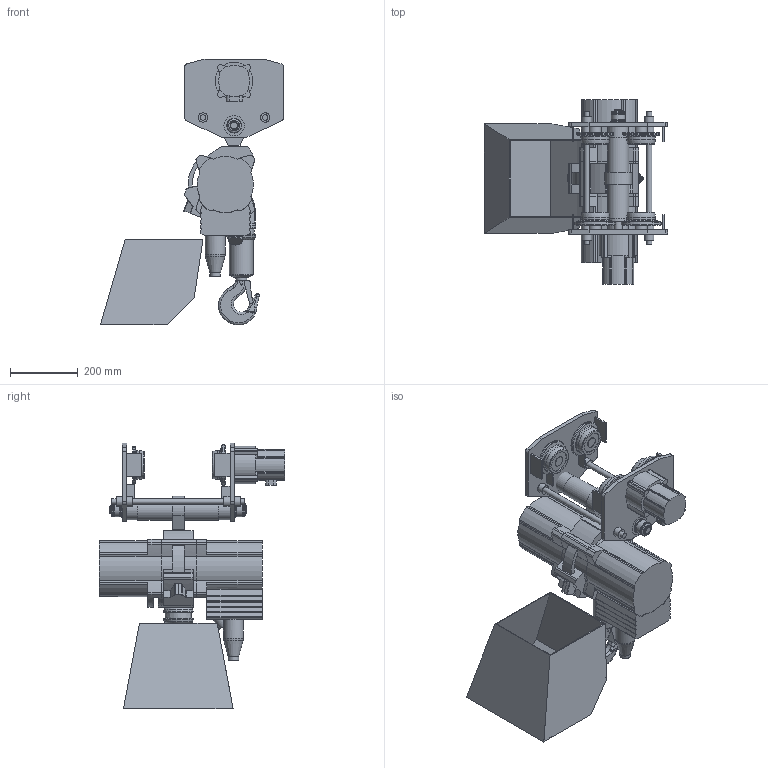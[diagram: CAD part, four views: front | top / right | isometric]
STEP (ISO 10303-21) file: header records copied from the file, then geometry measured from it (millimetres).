
FILE_DESCRIPTION(('STEP AP214'),'1');
FILE_NAME('PMH Profi Lufttelfer 32001 TI med driven åkvagn.stp','2013-06-27T06:41:32',(' '),(' '),'Spatial InterOp 3D',' ',' ');
FILE_SCHEMA(('automotive_design'));
Length unit declared in the file: millimetre
Products named in the file (17): Geraet Profi   3 TI LUFT L; Mittelteil Profi   6 TI; Getriebe TI 131; Lasthuelse 3T TI mit Haken; Lasthuelse 3T TI; Lasthaken   4T; Lastoese  3T; Motor BI LUFT; Motor NM3BI; Steuerventil BI Luft; PMH Profi Lufttelfer 3200_1 TI med driven _kvagn; Kettenkasten Typ 10; LM 3T III LUFT; Hinterteil L03 kpl; Vorderteil L03 kpl; Distanzierung L03 III; Getriebemotor NM02BI
Assembly tree (16 placements, depth 4):
  PMH Profi Lufttelfer 3200_1 TI med driven _kvagn
    Geraet Profi   3 TI LUFT L
      Mittelteil Profi   6 TI
      Getriebe TI 131
      Lasthuelse 3T TI mit Haken
        Lasthuelse 3T TI
        Lasthaken   4T
      Lastoese  3T
      Motor BI LUFT
        Motor NM3BI
        Steuerventil BI Luft
    Kettenkasten Typ 10
    LM 3T III LUFT
      Hinterteil L03 kpl
      Vorderteil L03 kpl
      Distanzierung L03 III
      Getriebemotor NM02BI
Bounding box: 541 x 547 x 786.2 mm (x, y, z)
Volume: 22014237.3 mm3; surface area: 2028583.5 mm2
Topology: 14 solids, 14 shells, 697 faces, 1760 edges, 1140 vertices
Faces by surface type: cylinder 357, plane 247, torus 37, bspline 26, cone 22, sphere 4, revolution 4
Full cylindrical faces by diameter (mm): 16 x2, 24 x2, 24.01 x2, 27.5 x1, 28 x8, 30 x4, 31 x1, 32.05 x2, 32.6 x1, 36.05 x4, 41.569 x4, 44 x2, 50 x1, 50.1 x1, 59 x1, 60 x2, 62 x4, 63 x2, 70 x1, 75 x2, 84 x4, 108 x4, 120.2 x2
Entity records: 30109 total; most frequent: CARTESIAN_POINT 7324, DIRECTION 3781, ORIENTED_EDGE 3282, EDGE_CURVE 1641, AXIS2_PLACEMENT_3D 1524, VERTEX_POINT 1133, EDGE_LOOP 872, CIRCLE 803
